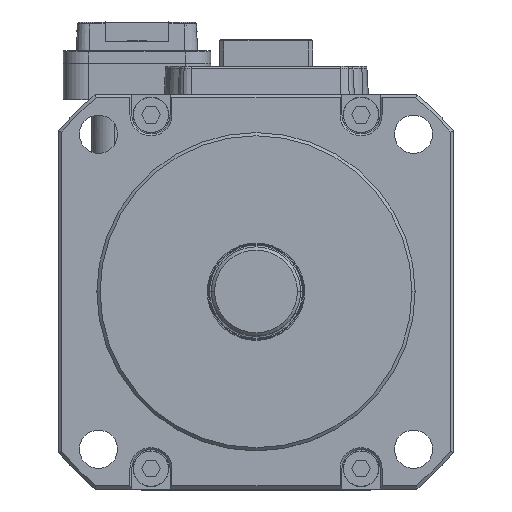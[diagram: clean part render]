
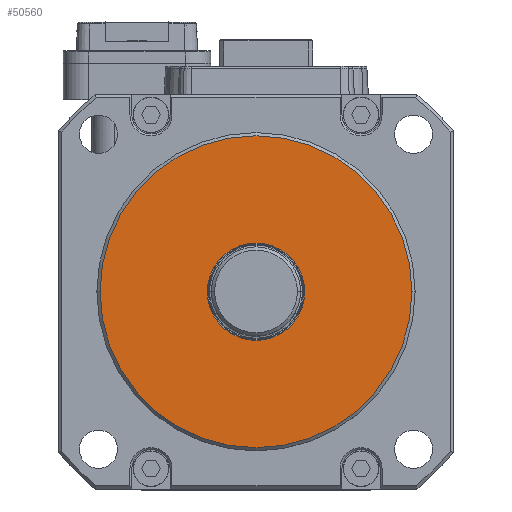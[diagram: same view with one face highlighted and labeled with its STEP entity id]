
A CAD part, top view. The second image highlights one B-rep face of the part: STEP entity #50560.
In plain terms, the highlighted planar face has unit normal (0, 0, 1).
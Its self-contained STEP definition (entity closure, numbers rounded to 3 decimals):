
#1193 = AXIS2_PLACEMENT_3D ( 'NONE', #4696, #4791, #4744 ) ;
#3939 = EDGE_CURVE ( 'NONE', #80585, #80507, #42316, .T. ) ;
#4195 = EDGE_CURVE ( 'NONE', #80597, #80593, #42681, .T. ) ;
#4365 = EDGE_CURVE ( 'NONE', #80507, #80585, #65724, .T. ) ;
#4397 = EDGE_CURVE ( 'NONE', #80593, #80597, #65739, .T. ) ;
#4585 = FACE_OUTER_BOUND ( 'NONE', #19828, .T. ) ;
#4696 = CARTESIAN_POINT ( 'NONE',  ( 0., 0., 35. ) ) ;
#4715 = FACE_BOUND ( 'NONE', #19776, .T. ) ;
#4734 = PLANE ( 'NONE',  #1193 ) ;
#4744 = DIRECTION ( 'NONE',  ( 1., 0., 0. ) ) ;
#4791 = DIRECTION ( 'NONE',  ( 0., 0., 1. ) ) ;
#19776 = EDGE_LOOP ( 'NONE', ( #56152, #56250 ) ) ;
#19828 = EDGE_LOOP ( 'NONE', ( #56253, #56234 ) ) ;
#28534 = CARTESIAN_POINT ( 'NONE',  ( 7.65, 0., 35. ) ) ;
#28629 = CARTESIAN_POINT ( 'NONE',  ( -7.65, 0., 35. ) ) ;
#28651 = CARTESIAN_POINT ( 'NONE',  ( 24.5, 0., 35. ) ) ;
#28671 = CARTESIAN_POINT ( 'NONE',  ( -24.5, 0., 35. ) ) ;
#40510 = CARTESIAN_POINT ( 'NONE',  ( 0., 0., 35. ) ) ;
#40525 = DIRECTION ( 'NONE',  ( 0., 0., 1. ) ) ;
#40535 = DIRECTION ( 'NONE',  ( 1., 0., 0. ) ) ;
#40642 = DIRECTION ( 'NONE',  ( 1., 0., 0. ) ) ;
#40665 = CARTESIAN_POINT ( 'NONE',  ( 0., 0., 35. ) ) ;
#40726 = DIRECTION ( 'NONE',  ( 0., 0., 1. ) ) ;
#42059 = DIRECTION ( 'NONE',  ( 1., 0., 0. ) ) ;
#42140 = CARTESIAN_POINT ( 'NONE',  ( 0., 0., 35. ) ) ;
#42146 = DIRECTION ( 'NONE',  ( 0., 0., 1. ) ) ;
#42316 = CIRCLE ( 'NONE', #42378, 7.65 ) ;
#42378 = AXIS2_PLACEMENT_3D ( 'NONE', #42661, #42663, #42667 ) ;
#42661 = CARTESIAN_POINT ( 'NONE',  ( 0., 0., 35. ) ) ;
#42663 = DIRECTION ( 'NONE',  ( 0., 0., 1. ) ) ;
#42667 = DIRECTION ( 'NONE',  ( 1., 0., 0. ) ) ;
#42681 = CIRCLE ( 'NONE', #42687, 24.5 ) ;
#42687 = AXIS2_PLACEMENT_3D ( 'NONE', #42140, #42146, #42059 ) ;
#50560 = ADVANCED_FACE ( 'NONE', ( #4585, #4715 ), #4734, .T. ) ;
#56152 = ORIENTED_EDGE ( 'NONE', *, *, #3939, .F. ) ;
#56234 = ORIENTED_EDGE ( 'NONE', *, *, #4195, .T. ) ;
#56250 = ORIENTED_EDGE ( 'NONE', *, *, #4365, .F. ) ;
#56253 = ORIENTED_EDGE ( 'NONE', *, *, #4397, .T. ) ;
#65724 = CIRCLE ( 'NONE', #65748, 7.65 ) ;
#65739 = CIRCLE ( 'NONE', #65759, 24.5 ) ;
#65748 = AXIS2_PLACEMENT_3D ( 'NONE', #40510, #40525, #40535 ) ;
#65759 = AXIS2_PLACEMENT_3D ( 'NONE', #40665, #40726, #40642 ) ;
#80507 = VERTEX_POINT ( 'NONE', #28534 ) ;
#80585 = VERTEX_POINT ( 'NONE', #28629 ) ;
#80593 = VERTEX_POINT ( 'NONE', #28671 ) ;
#80597 = VERTEX_POINT ( 'NONE', #28651 ) ;
